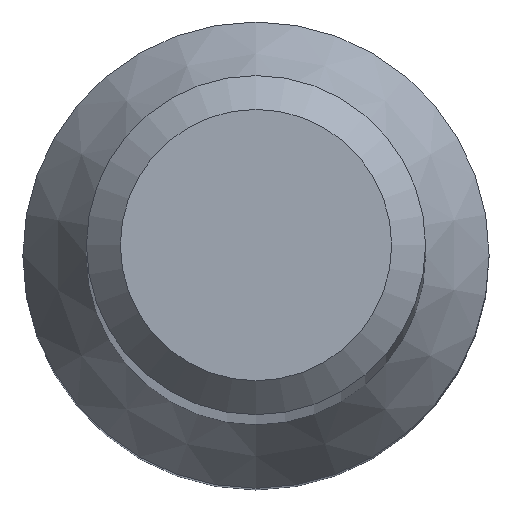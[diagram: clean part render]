
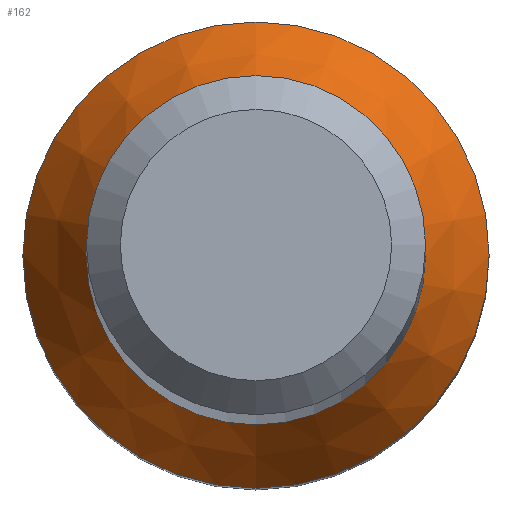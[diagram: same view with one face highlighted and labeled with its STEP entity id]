
A CAD part, top view. The second image highlights one B-rep face of the part: STEP entity #162.
In plain terms, the highlighted conical face has half-angle 30 degrees and reference radius 2.75 mm.
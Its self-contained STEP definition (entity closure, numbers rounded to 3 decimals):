
#6 = CARTESIAN_POINT ( 'NONE',  ( 0., 0., 12. ) ) ;
#20 = DIRECTION ( 'NONE',  ( 0., 0., -1. ) ) ;
#22 = DIRECTION ( 'NONE',  ( 0., 1., 0. ) ) ;
#35 = ORIENTED_EDGE ( 'NONE', *, *, #136, .F. ) ;
#40 = CARTESIAN_POINT ( 'NONE',  ( 0., 0., 12. ) ) ;
#41 = FACE_BOUND ( 'NONE', #200, .T. ) ;
#56 = CIRCLE ( 'NONE', #233, 2. ) ;
#68 = ORIENTED_EDGE ( 'NONE', *, *, #88, .T. ) ;
#74 = CARTESIAN_POINT ( 'NONE',  ( 0., 0., 13.299 ) ) ;
#87 = DIRECTION ( 'NONE',  ( 0., 1., 0. ) ) ;
#88 = EDGE_CURVE ( 'NONE', #135, #135, #56, .T. ) ;
#107 = EDGE_LOOP ( 'NONE', ( #35 ) ) ;
#118 = CARTESIAN_POINT ( 'NONE',  ( 0., 2., 13.299 ) ) ;
#123 = AXIS2_PLACEMENT_3D ( 'NONE', #6, #184, #22 ) ;
#126 = DIRECTION ( 'NONE',  ( 0., 1., 0. ) ) ;
#129 = FACE_OUTER_BOUND ( 'NONE', #107, .T. ) ;
#135 = VERTEX_POINT ( 'NONE', #118 ) ;
#136 = EDGE_CURVE ( 'NONE', #171, #171, #199, .T. ) ;
#143 = AXIS2_PLACEMENT_3D ( 'NONE', #40, #20, #126 ) ;
#162 = ADVANCED_FACE ( 'NONE', ( #41, #129 ), #228, .T. ) ;
#169 = DIRECTION ( 'NONE',  ( 0., 0., -1. ) ) ;
#171 = VERTEX_POINT ( 'NONE', #195 ) ;
#184 = DIRECTION ( 'NONE',  ( 0., 0., -1. ) ) ;
#195 = CARTESIAN_POINT ( 'NONE',  ( 0., 2.75, 12. ) ) ;
#199 = CIRCLE ( 'NONE', #143, 2.75 ) ;
#200 = EDGE_LOOP ( 'NONE', ( #68 ) ) ;
#228 = CONICAL_SURFACE ( 'NONE', #123, 2.75, 0.524 ) ;
#233 = AXIS2_PLACEMENT_3D ( 'NONE', #74, #169, #87 ) ;
